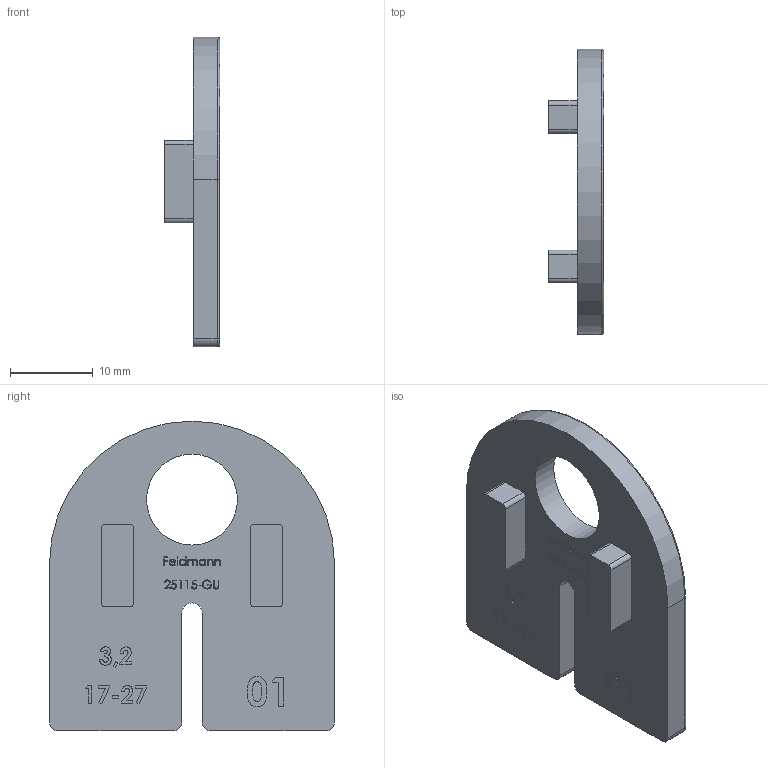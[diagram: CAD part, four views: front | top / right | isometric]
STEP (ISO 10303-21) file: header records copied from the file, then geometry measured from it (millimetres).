
FILE_DESCRIPTION (( 'STEP AP203' ), '1' );
FILE_NAME ('25115-GU.step', '2021-11-25T07:54:52', ( '' ), ( '' ), 'SwSTEP 2.0', 'SolidWorks 2018', '' );
FILE_SCHEMA (( 'CONFIG_CONTROL_DESIGN' ));
Length unit declared in the file: millimetre
Products named in the file (2): 25115-GU
Bounding box: 6.7 x 34.5 x 37.5 mm (x, y, z)
Volume: 3571.6 mm3; surface area: 2869.6 mm2
Topology: 1 solids, 1 shells, 455 faces, 1221 edges, 810 vertices
Faces by surface type: plane 266, bspline 162, cylinder 21, torus 6
Full cylindrical faces by diameter (mm): 11 x1
Entity records: 22937 total; most frequent: CARTESIAN_POINT 12457, ORIENTED_EDGE 2440, DIRECTION 1534, EDGE_CURVE 1220, VECTOR 848, LINE 848, VERTEX_POINT 810, EDGE_LOOP 500
